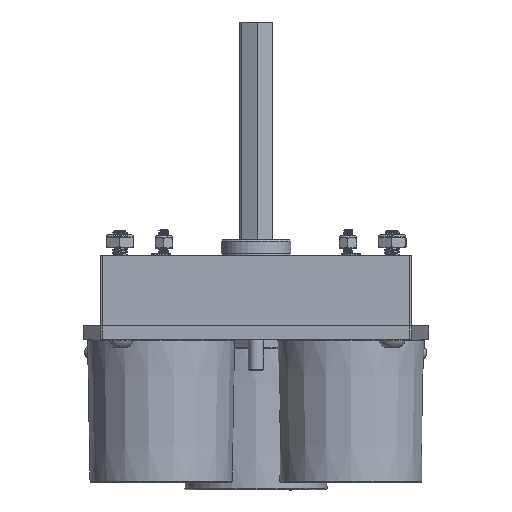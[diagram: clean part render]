
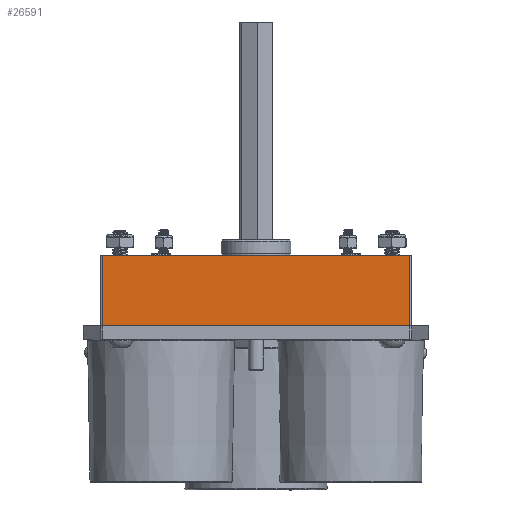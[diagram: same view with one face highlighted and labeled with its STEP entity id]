
A CAD part, front view. The second image highlights one B-rep face of the part: STEP entity #26591.
In plain terms, the highlighted face is planar.
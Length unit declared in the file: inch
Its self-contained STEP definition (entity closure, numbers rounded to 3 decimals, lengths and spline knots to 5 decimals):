
#970 = ORIENTED_EDGE ( 'NONE', *, *, #14612, .T. ) ;
#983 = VECTOR ( 'NONE', #26521, 39.37008 ) ;
#5497 = CARTESIAN_POINT ( 'NONE',  ( 4.658, 0.312, 0. ) ) ;
#6116 = CARTESIAN_POINT ( 'NONE',  ( -0.282, 0.312, 1.132 ) ) ;
#8523 = DIRECTION ( 'NONE',  ( 0., -1., 0. ) ) ;
#9210 = LINE ( 'NONE', #25132, #39373 ) ;
#10059 = DIRECTION ( 'NONE',  ( -1., 0., 0. ) ) ;
#10589 = CARTESIAN_POINT ( 'NONE',  ( -0.282, 0.312, 1.132 ) ) ;
#10594 = EDGE_LOOP ( 'NONE', ( #970, #43965, #35735, #37942 ) ) ;
#12444 = FACE_OUTER_BOUND ( 'NONE', #10594, .T. ) ;
#14612 = EDGE_CURVE ( 'NONE', #38184, #44616, #29902, .T. ) ;
#22056 = DIRECTION ( 'NONE',  ( 0., 0., -1. ) ) ;
#22653 = AXIS2_PLACEMENT_3D ( 'NONE', #44281, #8523, #24467 ) ;
#24073 = VERTEX_POINT ( 'NONE', #42727 ) ;
#24467 = DIRECTION ( 'NONE',  ( 0., 0., -1. ) ) ;
#25132 = CARTESIAN_POINT ( 'NONE',  ( 4.658, 0.312, 1.132 ) ) ;
#26521 = DIRECTION ( 'NONE',  ( -1., 0., 0. ) ) ;
#26591 = ADVANCED_FACE ( 'NONE', ( #12444 ), #28385, .F. ) ;
#26778 = EDGE_CURVE ( 'NONE', #24073, #38230, #46353, .T. ) ;
#27589 = CARTESIAN_POINT ( 'NONE',  ( -0.282, 0.312, 1.132 ) ) ;
#28385 = PLANE ( 'NONE',  #22653 ) ;
#29144 = VECTOR ( 'NONE', #10059, 39.37008 ) ;
#29902 = LINE ( 'NONE', #45812, #29144 ) ;
#30709 = CARTESIAN_POINT ( 'NONE',  ( -0.282, 0.312, 0. ) ) ;
#34117 = EDGE_CURVE ( 'NONE', #38230, #44616, #41863, .T. ) ;
#35328 = EDGE_CURVE ( 'NONE', #24073, #38184, #9210, .T. ) ;
#35735 = ORIENTED_EDGE ( 'NONE', *, *, #26778, .F. ) ;
#37942 = ORIENTED_EDGE ( 'NONE', *, *, #35328, .T. ) ;
#38184 = VERTEX_POINT ( 'NONE', #5497 ) ;
#38230 = VERTEX_POINT ( 'NONE', #27589 ) ;
#39373 = VECTOR ( 'NONE', #41043, 39.37008 ) ;
#41043 = DIRECTION ( 'NONE',  ( 0., 0., -1. ) ) ;
#41863 = LINE ( 'NONE', #6116, #41910 ) ;
#41910 = VECTOR ( 'NONE', #22056, 39.37008 ) ;
#42727 = CARTESIAN_POINT ( 'NONE',  ( 4.658, 0.312, 1.132 ) ) ;
#43965 = ORIENTED_EDGE ( 'NONE', *, *, #34117, .F. ) ;
#44281 = CARTESIAN_POINT ( 'NONE',  ( -0.282, 0.312, 1.132 ) ) ;
#44616 = VERTEX_POINT ( 'NONE', #30709 ) ;
#45812 = CARTESIAN_POINT ( 'NONE',  ( -0.282, 0.312, 0. ) ) ;
#46353 = LINE ( 'NONE', #10589, #983 ) ;
